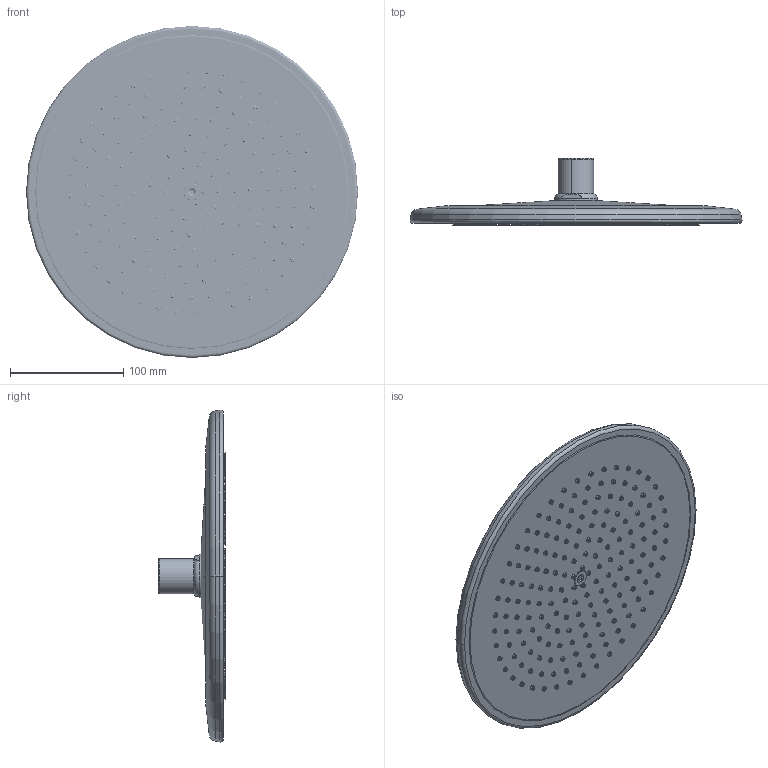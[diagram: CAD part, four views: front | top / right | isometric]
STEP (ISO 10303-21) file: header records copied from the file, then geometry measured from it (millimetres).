
FILE_DESCRIPTION((''),'2;1');
FILE_NAME('2168','2024-10-15T21:05:12',('nehatek'),(''),'CREO PARAMETRIC BY PTC INC, 2023134','CREO PARAMETRIC BY PTC INC, 2023134','');
FILE_SCHEMA(('CONFIG_CONTROL_DESIGN'));
Products named in the file (1): 2168
Bounding box: 293.37 x 59.11 x 293.37 mm (x, y, z)
Volume: 1076948.8 mm3; surface area: 151948.3 mm2
Topology: 1 solids, 1 shells, 2573 faces, 5329 edges, 3483 vertices
Faces by surface type: cylinder 1084, plane 743, torus 376, cone 368, bspline 2
Entity records: 75365 total; most frequent: CARTESIAN_POINT 18850, DIRECTION 12796, ORIENTED_EDGE 10658, AXIS2_PLACEMENT_3D 5664, EDGE_CURVE 5329, VERTEX_POINT 3483, EDGE_LOOP 3298, CIRCLE 3093
